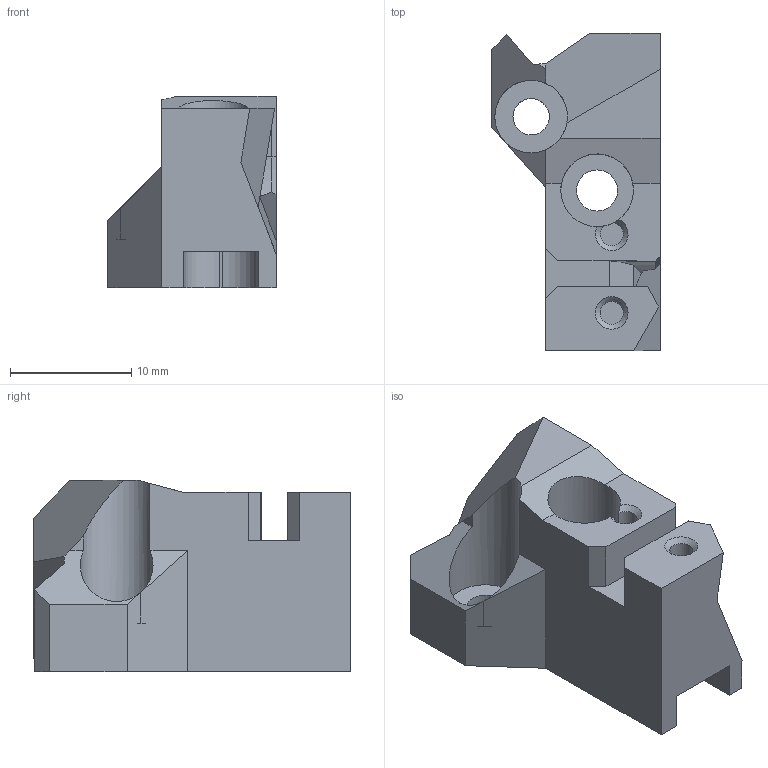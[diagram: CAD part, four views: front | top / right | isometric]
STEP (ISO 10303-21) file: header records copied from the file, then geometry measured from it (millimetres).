
FILE_DESCRIPTION(/* description */ (''),/* implementation_level */ '2;1');
FILE_NAME(/* name */ 'Endstop.step',/* time_stamp */ '2023-04-24T23:02:48-07:00',/* author */ (''),/* organization */ (''),/* preprocessor_version */ 'ST-DEVELOPER v19.2',/* originating_system */ 'Autodesk Translation Framework v12.4.0.73',/* authorisation */ '');
FILE_SCHEMA (('AUTOMOTIVE_DESIGN { 1 0 10303 214 3 1 1 }'));
Length unit declared in the file: millimetre
Products named in the file (1): Endstop
Bounding box: 13.9 x 26.2 x 15.8 mm (x, y, z)
Volume: 2804.2 mm3; surface area: 2161.6 mm2
Topology: 1 solids, 1 shells, 69 faces, 185 edges, 120 vertices
Faces by surface type: plane 54, cylinder 9, bspline 4, cone 2
Full cylindrical faces by diameter (mm): 1.9 x1, 3 x1, 3.4 x1, 6 x1
Entity records: 2676 total; most frequent: CARTESIAN_POINT 907, ORIENTED_EDGE 372, DIRECTION 334, EDGE_CURVE 186, LINE 144, VECTOR 144, VERTEX_POINT 120, AXIS2_PLACEMENT_3D 95
